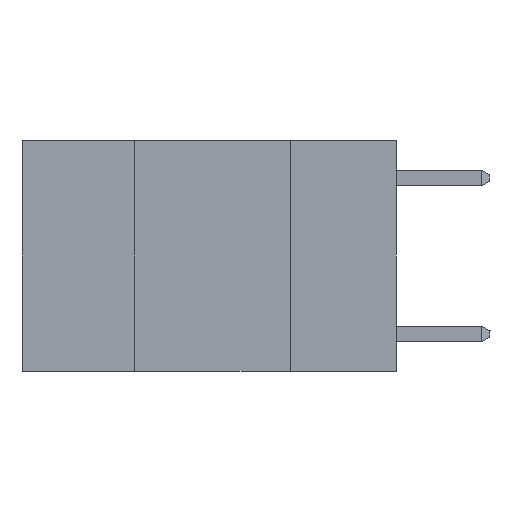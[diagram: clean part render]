
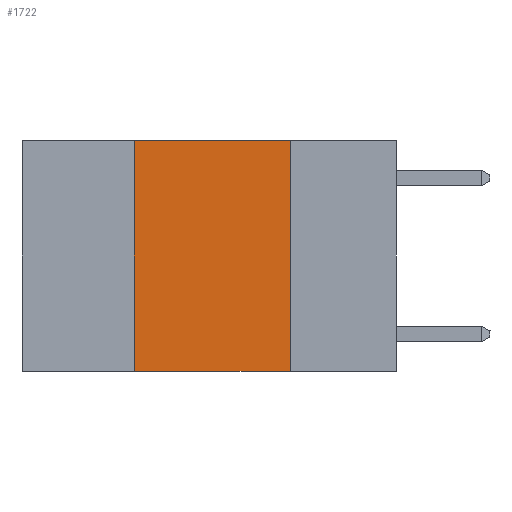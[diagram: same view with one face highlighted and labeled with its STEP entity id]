
A CAD part, left-side view. The second image highlights one B-rep face of the part: STEP entity #1722.
In plain terms, the highlighted planar face has unit normal (-1, 0, 0).
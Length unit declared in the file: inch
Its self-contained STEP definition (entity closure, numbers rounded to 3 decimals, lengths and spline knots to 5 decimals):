
#232 = VERTEX_POINT ( 'NONE', #5826 ) ;
#432 = VECTOR ( 'NONE', #1576, 39.37008 ) ;
#931 = DIRECTION ( 'NONE',  ( 1., 0., 0. ) ) ;
#1411 = FACE_OUTER_BOUND ( 'NONE', #7203, .T. ) ;
#1576 = DIRECTION ( 'NONE',  ( 0., 0., 1. ) ) ;
#1722 = ADVANCED_FACE ( 'NONE', ( #1411 ), #14839, .F. ) ;
#2222 = CARTESIAN_POINT ( 'NONE',  ( 0., 0.17, -0.37 ) ) ;
#3464 = LINE ( 'NONE', #3690, #15122 ) ;
#3690 = CARTESIAN_POINT ( 'NONE',  ( 0., 0.17, 0. ) ) ;
#3889 = EDGE_CURVE ( 'NONE', #4804, #12970, #6348, .T. ) ;
#3945 = LINE ( 'NONE', #13148, #432 ) ;
#4373 = EDGE_CURVE ( 'NONE', #4804, #232, #3945, .T. ) ;
#4804 = VERTEX_POINT ( 'NONE', #5866 ) ;
#5209 = LINE ( 'NONE', #10668, #11187 ) ;
#5303 = ORIENTED_EDGE ( 'NONE', *, *, #3889, .T. ) ;
#5826 = CARTESIAN_POINT ( 'NONE',  ( 0., 0.42, 0. ) ) ;
#5866 = CARTESIAN_POINT ( 'NONE',  ( 0., 0.42, -0.37 ) ) ;
#5970 = EDGE_CURVE ( 'NONE', #7291, #12970, #3464, .T. ) ;
#6348 = LINE ( 'NONE', #10345, #14865 ) ;
#7027 = CARTESIAN_POINT ( 'NONE',  ( 0., 0.6, 0. ) ) ;
#7203 = EDGE_LOOP ( 'NONE', ( #14820, #13429, #13610, #5303 ) ) ;
#7291 = VERTEX_POINT ( 'NONE', #14303 ) ;
#9298 = DIRECTION ( 'NONE',  ( 0., 0., -1. ) ) ;
#10345 = CARTESIAN_POINT ( 'NONE',  ( 0., 0.6, -0.37 ) ) ;
#10668 = CARTESIAN_POINT ( 'NONE',  ( 0., 0.6, 0. ) ) ;
#11187 = VECTOR ( 'NONE', #11802, 39.37008 ) ;
#11463 = EDGE_CURVE ( 'NONE', #232, #7291, #5209, .T. ) ;
#11476 = DIRECTION ( 'NONE',  ( 0., -1., 0. ) ) ;
#11802 = DIRECTION ( 'NONE',  ( 0., -1., 0. ) ) ;
#12736 = DIRECTION ( 'NONE',  ( 0., 0., -1. ) ) ;
#12970 = VERTEX_POINT ( 'NONE', #2222 ) ;
#13148 = CARTESIAN_POINT ( 'NONE',  ( 0., 0.42, 0. ) ) ;
#13429 = ORIENTED_EDGE ( 'NONE', *, *, #11463, .F. ) ;
#13610 = ORIENTED_EDGE ( 'NONE', *, *, #4373, .F. ) ;
#13720 = AXIS2_PLACEMENT_3D ( 'NONE', #7027, #931, #9298 ) ;
#14303 = CARTESIAN_POINT ( 'NONE',  ( 0., 0.17, 0. ) ) ;
#14820 = ORIENTED_EDGE ( 'NONE', *, *, #5970, .F. ) ;
#14839 = PLANE ( 'NONE',  #13720 ) ;
#14865 = VECTOR ( 'NONE', #11476, 39.37008 ) ;
#15122 = VECTOR ( 'NONE', #12736, 39.37008 ) ;
